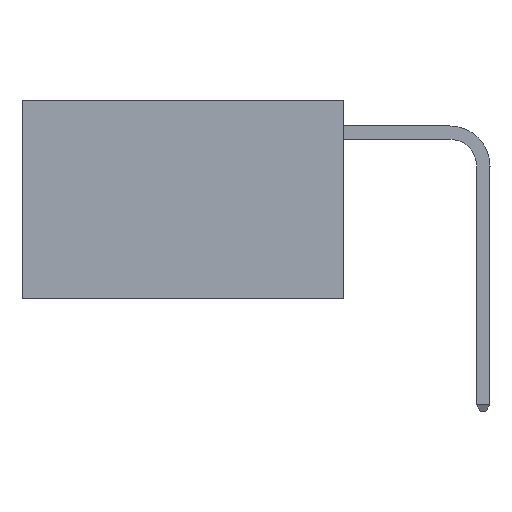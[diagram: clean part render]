
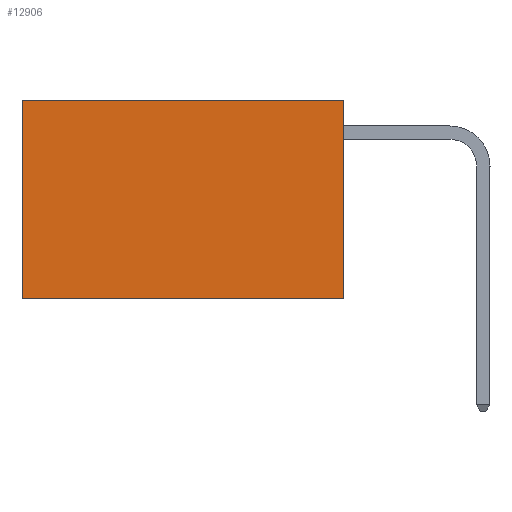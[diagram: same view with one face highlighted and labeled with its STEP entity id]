
A CAD part, left-side view. The second image highlights one B-rep face of the part: STEP entity #12906.
In plain terms, the highlighted planar face has unit normal (-1, 0, 0).
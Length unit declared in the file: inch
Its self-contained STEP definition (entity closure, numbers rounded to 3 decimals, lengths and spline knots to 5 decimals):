
#145 = CARTESIAN_POINT ( 'NONE',  ( 0.2625, 0., 0. ) ) ;
#201 = ORIENTED_EDGE ( 'NONE', *, *, #13903, .F. ) ;
#396 = CARTESIAN_POINT ( 'NONE',  ( 0.2625, 0., 0. ) ) ;
#1083 = CARTESIAN_POINT ( 'NONE',  ( 0.2625, 0., -0.37 ) ) ;
#2215 = DIRECTION ( 'NONE',  ( 0., 0., -1. ) ) ;
#2901 = DIRECTION ( 'NONE',  ( 0., 1., 0. ) ) ;
#3076 = LINE ( 'NONE', #1083, #16416 ) ;
#3092 = ORIENTED_EDGE ( 'NONE', *, *, #11029, .T. ) ;
#3145 = CARTESIAN_POINT ( 'NONE',  ( 0.2625, 0.6, 0. ) ) ;
#3431 = VERTEX_POINT ( 'NONE', #12079 ) ;
#3641 = VECTOR ( 'NONE', #10865, 39.37008 ) ;
#3824 = EDGE_CURVE ( 'NONE', #18219, #3431, #3076, .T. ) ;
#4634 = CARTESIAN_POINT ( 'NONE',  ( 0.2625, 0., 0. ) ) ;
#4994 = CARTESIAN_POINT ( 'NONE',  ( 0.2625, 0.6, 0. ) ) ;
#5041 = EDGE_CURVE ( 'NONE', #12334, #3431, #12907, .T. ) ;
#5890 = VERTEX_POINT ( 'NONE', #15293 ) ;
#6407 = DIRECTION ( 'NONE',  ( 0., 0., -1. ) ) ;
#8092 = PLANE ( 'NONE',  #17017 ) ;
#10865 = DIRECTION ( 'NONE',  ( 0., 1., 0. ) ) ;
#11029 = EDGE_CURVE ( 'NONE', #5890, #12334, #12932, .T. ) ;
#12079 = CARTESIAN_POINT ( 'NONE',  ( 0.2625, 0.6, -0.37 ) ) ;
#12289 = ORIENTED_EDGE ( 'NONE', *, *, #3824, .F. ) ;
#12334 = VERTEX_POINT ( 'NONE', #3145 ) ;
#12906 = ADVANCED_FACE ( 'NONE', ( #17888 ), #8092, .F. ) ;
#12907 = LINE ( 'NONE', #4994, #16927 ) ;
#12932 = LINE ( 'NONE', #145, #3641 ) ;
#13903 = EDGE_CURVE ( 'NONE', #5890, #18219, #16811, .T. ) ;
#14820 = ORIENTED_EDGE ( 'NONE', *, *, #5041, .T. ) ;
#15293 = CARTESIAN_POINT ( 'NONE',  ( 0.2625, 0., 0. ) ) ;
#15350 = DIRECTION ( 'NONE',  ( 0., 0., -1. ) ) ;
#15833 = EDGE_LOOP ( 'NONE', ( #14820, #12289, #201, #3092 ) ) ;
#16260 = VECTOR ( 'NONE', #2215, 39.37008 ) ;
#16416 = VECTOR ( 'NONE', #2901, 39.37008 ) ;
#16739 = DIRECTION ( 'NONE',  ( 1., 0., 0. ) ) ;
#16811 = LINE ( 'NONE', #396, #16260 ) ;
#16927 = VECTOR ( 'NONE', #15350, 39.37008 ) ;
#17017 = AXIS2_PLACEMENT_3D ( 'NONE', #4634, #16739, #6407 ) ;
#17322 = CARTESIAN_POINT ( 'NONE',  ( 0.2625, 0., -0.37 ) ) ;
#17888 = FACE_OUTER_BOUND ( 'NONE', #15833, .T. ) ;
#18219 = VERTEX_POINT ( 'NONE', #17322 ) ;
